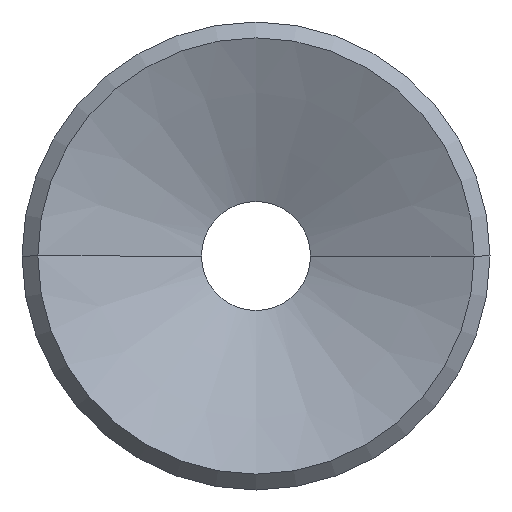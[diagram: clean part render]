
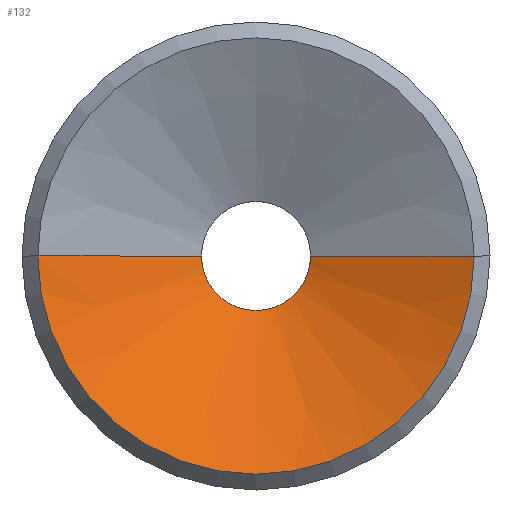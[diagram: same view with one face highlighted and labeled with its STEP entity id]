
A CAD part, front view. The second image highlights one B-rep face of the part: STEP entity #132.
In plain terms, the highlighted conical face has half-angle 66.571 degrees and reference radius 4 mm.
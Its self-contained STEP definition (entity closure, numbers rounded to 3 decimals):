
#132=ADVANCED_FACE('',(#333),#334,.F.);
#333=FACE_OUTER_BOUND('',#601,.T.);
#334=CONICAL_SURFACE('',#602,4.0,1.162);
#601=EDGE_LOOP('',(#3696,#3697,#3698,#3699));
#602=AXIS2_PLACEMENT_3D('',#3700,#3701,#3702);
#3696=ORIENTED_EDGE('',*,*,#4303,.T.);
#3697=ORIENTED_EDGE('',*,*,#4304,.T.);
#3698=ORIENTED_EDGE('',*,*,#4305,.F.);
#3699=ORIENTED_EDGE('',*,*,#4306,.F.);
#3700=CARTESIAN_POINT('',(0.,-7.0,0.0));
#3701=DIRECTION('',(0.,-1.0,0.0));
#3702=DIRECTION('',(1.0,0.,0.0));
#4303=EDGE_CURVE('',#4654,#4655,#4656,.T.);
#4304=EDGE_CURVE('',#4655,#4648,#4657,.T.);
#4305=EDGE_CURVE('',#4649,#4648,#4658,.T.);
#4306=EDGE_CURVE('',#4654,#4649,#4659,.T.);
#4648=VERTEX_POINT('',#5438);
#4649=VERTEX_POINT('',#5439);
#4654=VERTEX_POINT('',#5446);
#4655=VERTEX_POINT('',#5447);
#4656=CIRCLE('',#5448,1.0);
#4657=LINE('',#5449,#5450);
#4658=CIRCLE('',#5451,4.0);
#4659=LINE('',#5452,#5453);
#5438=CARTESIAN_POINT('',(-4.0,-7.0,0.));
#5439=CARTESIAN_POINT('',(4.0,-7.0,0.0));
#5446=CARTESIAN_POINT('',(1.0,-5.7,0.));
#5447=CARTESIAN_POINT('',(-1.,-5.7,0.0));
#5448=AXIS2_PLACEMENT_3D('',#6678,#6679,#6680);
#5449=CARTESIAN_POINT('',(-4.0,-7.0,0.));
#5450=VECTOR('',#6681,1000.0);
#5451=AXIS2_PLACEMENT_3D('',#6682,#6683,#6684);
#5452=CARTESIAN_POINT('',(4.0,-7.0,0.0));
#5453=VECTOR('',#6685,1000.0);
#6678=CARTESIAN_POINT('',(0.,-5.7,0.0));
#6679=DIRECTION('',(0.,1.0,0.0));
#6680=DIRECTION('',(-1.0,0.,0.0));
#6681=DIRECTION('',(-0.918,-0.398,0.));
#6682=CARTESIAN_POINT('',(0.,-7.0,0.0));
#6683=DIRECTION('',(0.,1.0,0.0));
#6684=DIRECTION('',(-1.0,0.,0.0));
#6685=DIRECTION('',(0.918,-0.398,0.0));
